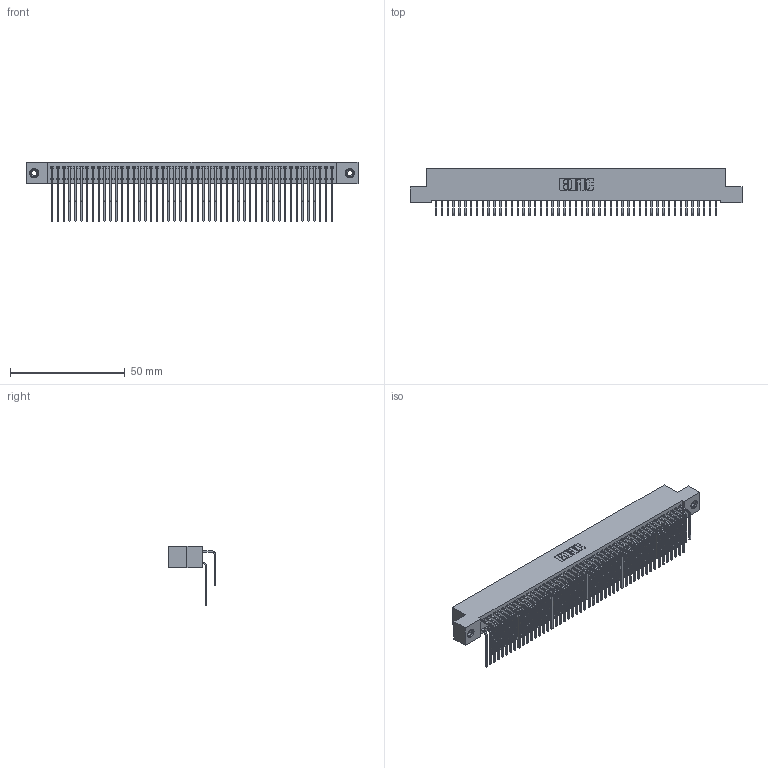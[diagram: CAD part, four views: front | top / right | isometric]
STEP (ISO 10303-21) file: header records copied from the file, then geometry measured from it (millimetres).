
FILE_DESCRIPTION (( 'STEP AP203' ), '1' );
FILE_NAME ('342-098-559-208.STEP', '2018-08-14T04:13:09', ( '' ), ( '' ), 'SwSTEP 2.0', 'SolidWorks 2016', '' );
FILE_SCHEMA (( 'CONFIG_CONTROL_DESIGN' ));
Length unit declared in the file: inch
Products named in the file (5): 345-250-001_345-250-003-102; 342-098-559-208; 342 Part_TI; 345-292-001_558 559 Tail - 1; 345-292-001_559 Tail - 2
Assembly tree (101 placements, depth 2):
  342-098-559-208
    342 Part_TI
    345-292-001_558 559 Tail - 1  x49
    345-292-001_559 Tail - 2  x49
    345-250-001_345-250-003-102  x2
Bounding box: 144.78 x 20.64 x 25.78 mm (x, y, z)
Volume: 13601.2 mm3; surface area: 24879.6 mm2
Topology: 101 solids, 101 shells, 5462 faces, 16213 edges, 10670 vertices
Faces by surface type: plane 3822, cylinder 1624, cone 12, torus 4
Entity records: 33456 total; most frequent: CARTESIAN_POINT 5568, ORIENTED_EDGE 5446, DIRECTION 4757, EDGE_CURVE 2723, VECTOR 2535, LINE 2535, VERTEX_POINT 1808, AXIS2_PLACEMENT_3D 1111
